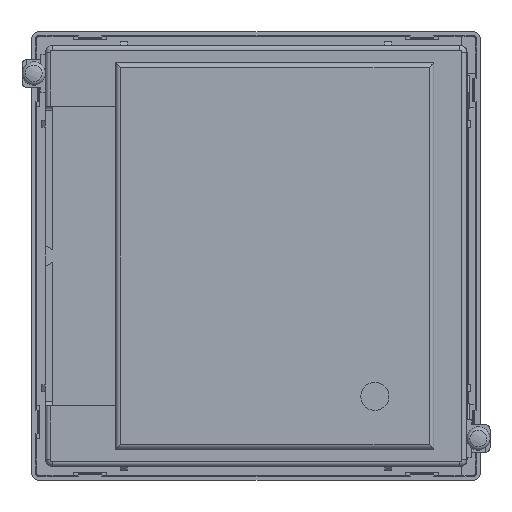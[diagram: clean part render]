
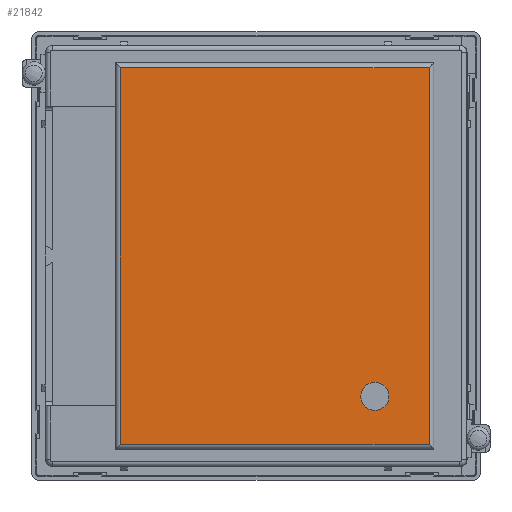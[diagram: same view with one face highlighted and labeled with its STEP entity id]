
A CAD part, front view. The second image highlights one B-rep face of the part: STEP entity #21842.
In plain terms, the highlighted planar face has unit normal (0, -1, 0).
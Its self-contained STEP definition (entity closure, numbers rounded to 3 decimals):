
#410=FACE_BOUND('',#2250,.T.);
#657=CIRCLE('',#22968,3.);
#1130=FACE_OUTER_BOUND('',#2249,.T.);
#2249=EDGE_LOOP('',(#13812,#13813,#13814,#13815));
#2250=EDGE_LOOP('',(#13816));
#3521=LINE('',#30486,#5993);
#3523=LINE('',#30494,#5995);
#3525=LINE('',#30500,#5997);
#3528=LINE('',#30506,#6000);
#5993=VECTOR('',#24783,10.);
#5995=VECTOR('',#24791,10.);
#5997=VECTOR('',#24797,10.);
#6000=VECTOR('',#24804,10.);
#8408=VERTEX_POINT('',#30408);
#8430=VERTEX_POINT('',#30484);
#8431=VERTEX_POINT('',#30485);
#8434=VERTEX_POINT('',#30493);
#8436=VERTEX_POINT('',#30499);
#10474=EDGE_CURVE('',#8408,#8408,#657,.T.);
#10512=EDGE_CURVE('',#8430,#8431,#3521,.T.);
#10516=EDGE_CURVE('',#8431,#8434,#3523,.T.);
#10519=EDGE_CURVE('',#8434,#8436,#3525,.T.);
#10523=EDGE_CURVE('',#8436,#8430,#3528,.T.);
#13812=ORIENTED_EDGE('',*,*,#10512,.F.);
#13813=ORIENTED_EDGE('',*,*,#10523,.F.);
#13814=ORIENTED_EDGE('',*,*,#10519,.F.);
#13815=ORIENTED_EDGE('',*,*,#10516,.F.);
#13816=ORIENTED_EDGE('',*,*,#10474,.T.);
#19900=PLANE('',#22998);
#21842=ADVANCED_FACE('',(#1130,#410),#19900,.T.);
#22968=AXIS2_PLACEMENT_3D('',#30409,#24708,#24709);
#22998=AXIS2_PLACEMENT_3D('',#30517,#24814,#24815);
#24708=DIRECTION('center_axis',(0.,1.,0.));
#24709=DIRECTION('ref_axis',(1.,0.,0.));
#24783=DIRECTION('',(-1.,0.,0.));
#24791=DIRECTION('',(0.,0.,1.));
#24797=DIRECTION('',(1.,0.,0.));
#24804=DIRECTION('',(0.,0.,-1.));
#24814=DIRECTION('center_axis',(0.,-1.,0.));
#24815=DIRECTION('ref_axis',(0.,0.,
-1.));
#30408=CARTESIAN_POINT('',(22.4,-32.5,-30.));
#30409=CARTESIAN_POINT('Origin',(25.4,-32.5,-30.));
#30484=CARTESIAN_POINT('',(37.,-32.5,-40.25));
#30485=CARTESIAN_POINT('',(-29.,-32.5,-40.25));
#30486=CARTESIAN_POINT('',(-13.,-32.5,-40.25));
#30493=CARTESIAN_POINT('',(-29.,-32.5,40.25));
#30494=CARTESIAN_POINT('',(-29.,-32.5,20.625));
#30499=CARTESIAN_POINT('',(37.,-32.5,40.25));
#30500=CARTESIAN_POINT('',(21.,-32.5,40.25));
#30506=CARTESIAN_POINT('',(37.,-32.5,-20.625));
#30517=CARTESIAN_POINT('Origin',(4.,-32.5,0.));
